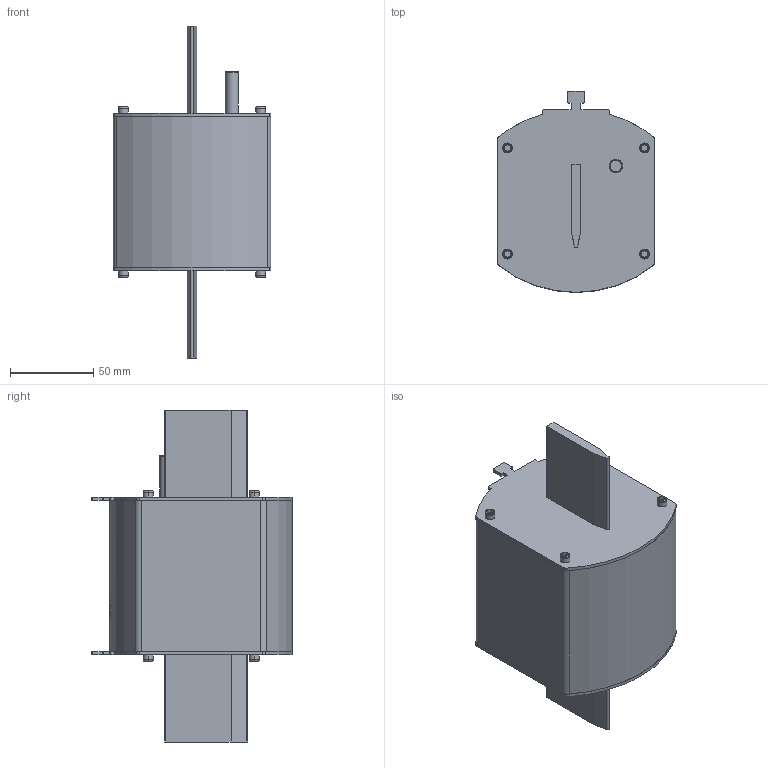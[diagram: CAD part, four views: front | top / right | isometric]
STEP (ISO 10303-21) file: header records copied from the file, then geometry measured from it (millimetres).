
FILE_DESCRIPTION((''),'2;1');
FILE_NAME('NV4A_ETI_ASM','2019-08-26T',('marketing.praksa'),('Audax d.o.o.'),'CREO PARAMETRIC BY PTC INC, 2017480','CREO PARAMETRIC BY PTC INC, 2017480','');
FILE_SCHEMA(('AUTOMOTIVE_DESIGN { 1 0 10303 214 1 1 1 1 }'));
Length unit declared in the file: millimetre
Products named in the file (20): 1B6; 1D2; 1D7; 223; 22A; 231; 238; 23F; 24F; 253; 25A; 261; 268; 28C; 372; 580-151; 580-152; 580-153; PRODUCT_ASM; NV4A_ETI_ASM
Assembly tree (19 placements, depth 3):
  NV4A_ETI_ASM
    PRODUCT_ASM
      1B6
      1D2
      1D7
      223
      22A
      231
      238
      23F
      24F
      253
      25A
      261
      268
      28C
      372
      580-151
      580-152
      580-153
Bounding box: 95 x 121 x 200 mm (x, y, z)
Volume: 927087.3 mm3; surface area: 106684.5 mm2
Topology: 18 solids, 18 shells, 369 faces, 907 edges, 575 vertices
Faces by surface type: plane 218, cylinder 111, torus 36, sphere 4
Entity records: 15260 total; most frequent: CARTESIAN_POINT 2401, DIRECTION 1958, ORIENTED_EDGE 1806, PRESENTATION_STYLE_ASSIGNMENT 921, STYLED_ITEM 921, CURVE_STYLE 903, EDGE_CURVE 903, AXIS2_PLACEMENT_3D 741
